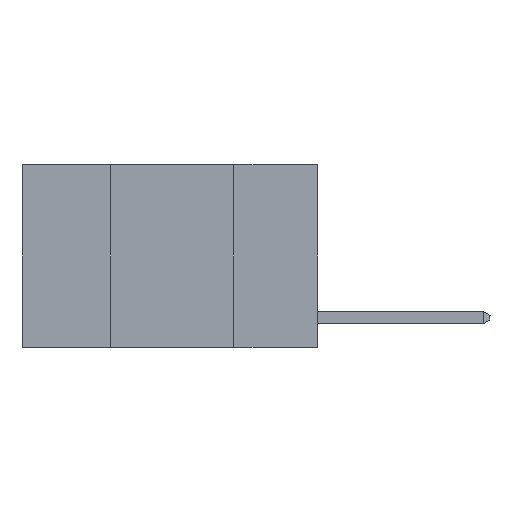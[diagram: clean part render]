
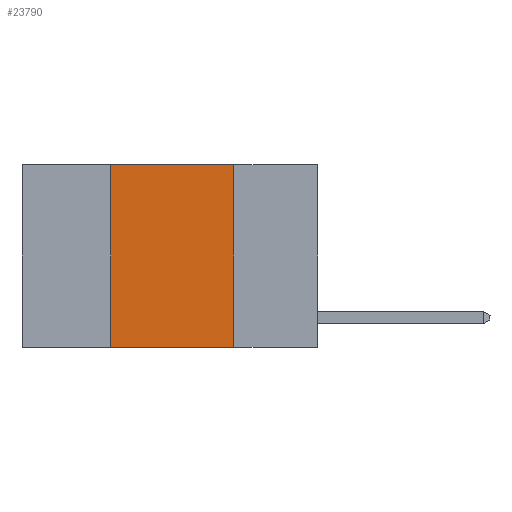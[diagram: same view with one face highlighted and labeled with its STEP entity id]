
A CAD part, left-side view. The second image highlights one B-rep face of the part: STEP entity #23790.
In plain terms, the highlighted planar face has unit normal (-1, 0, 0).
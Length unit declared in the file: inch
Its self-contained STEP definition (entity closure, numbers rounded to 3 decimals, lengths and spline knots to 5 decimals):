
#200 = EDGE_CURVE ( 'NONE', #4892, #17882, #2875, .T. ) ;
#872 = DIRECTION ( 'NONE',  ( 1., 0., 0. ) ) ;
#2875 = LINE ( 'NONE', #28743, #5199 ) ;
#3400 = PLANE ( 'NONE',  #29573 ) ;
#4195 = VECTOR ( 'NONE', #18313, 39.37008 ) ;
#4398 = VERTEX_POINT ( 'NONE', #15759 ) ;
#4510 = ORIENTED_EDGE ( 'NONE', *, *, #200, .T. ) ;
#4892 = VERTEX_POINT ( 'NONE', #5484 ) ;
#5199 = VECTOR ( 'NONE', #31174, 39.37008 ) ;
#5484 = CARTESIAN_POINT ( 'NONE',  ( 0., 0.42, -0.37 ) ) ;
#5642 = CARTESIAN_POINT ( 'NONE',  ( 0., 0.6, 0. ) ) ;
#6199 = EDGE_CURVE ( 'NONE', #27271, #17882, #24966, .T. ) ;
#6891 = ORIENTED_EDGE ( 'NONE', *, *, #6199, .F. ) ;
#9186 = CARTESIAN_POINT ( 'NONE',  ( 0., 0.17, 0. ) ) ;
#9373 = CARTESIAN_POINT ( 'NONE',  ( 0., 0.17, 0. ) ) ;
#10235 = FACE_OUTER_BOUND ( 'NONE', #14914, .T. ) ;
#11623 = CARTESIAN_POINT ( 'NONE',  ( 0., 0.42, 0. ) ) ;
#12494 = VECTOR ( 'NONE', #21658, 39.37008 ) ;
#14914 = EDGE_LOOP ( 'NONE', ( #6891, #30980, #16320, #4510 ) ) ;
#15238 = EDGE_CURVE ( 'NONE', #4398, #27271, #17116, .T. ) ;
#15759 = CARTESIAN_POINT ( 'NONE',  ( 0., 0.42, 0. ) ) ;
#16320 = ORIENTED_EDGE ( 'NONE', *, *, #27317, .F. ) ;
#16516 = DIRECTION ( 'NONE',  ( 0., 0., 1. ) ) ;
#17116 = LINE ( 'NONE', #29163, #4195 ) ;
#17730 = DIRECTION ( 'NONE',  ( 0., 0., -1. ) ) ;
#17882 = VERTEX_POINT ( 'NONE', #18588 ) ;
#18008 = VECTOR ( 'NONE', #16516, 39.37008 ) ;
#18313 = DIRECTION ( 'NONE',  ( 0., -1., 0. ) ) ;
#18588 = CARTESIAN_POINT ( 'NONE',  ( 0., 0.17, -0.37 ) ) ;
#21658 = DIRECTION ( 'NONE',  ( 0., 0., -1. ) ) ;
#23790 = ADVANCED_FACE ( 'NONE', ( #10235 ), #3400, .F. ) ;
#24393 = LINE ( 'NONE', #11623, #18008 ) ;
#24966 = LINE ( 'NONE', #9373, #12494 ) ;
#27271 = VERTEX_POINT ( 'NONE', #9186 ) ;
#27317 = EDGE_CURVE ( 'NONE', #4892, #4398, #24393, .T. ) ;
#28743 = CARTESIAN_POINT ( 'NONE',  ( 0., 0.6, -0.37 ) ) ;
#29163 = CARTESIAN_POINT ( 'NONE',  ( 0., 0.6, 0. ) ) ;
#29573 = AXIS2_PLACEMENT_3D ( 'NONE', #5642, #872, #17730 ) ;
#30980 = ORIENTED_EDGE ( 'NONE', *, *, #15238, .F. ) ;
#31174 = DIRECTION ( 'NONE',  ( 0., -1., 0. ) ) ;
